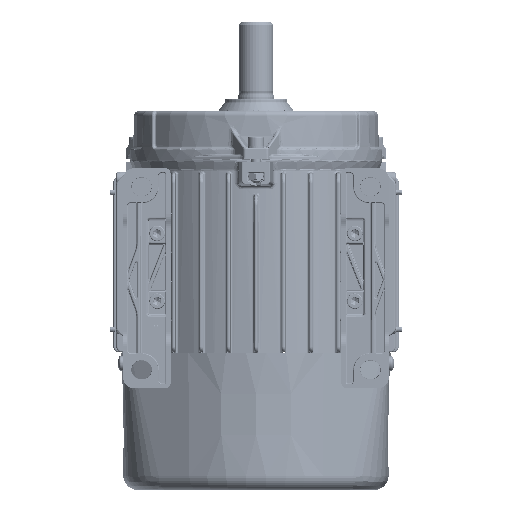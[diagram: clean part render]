
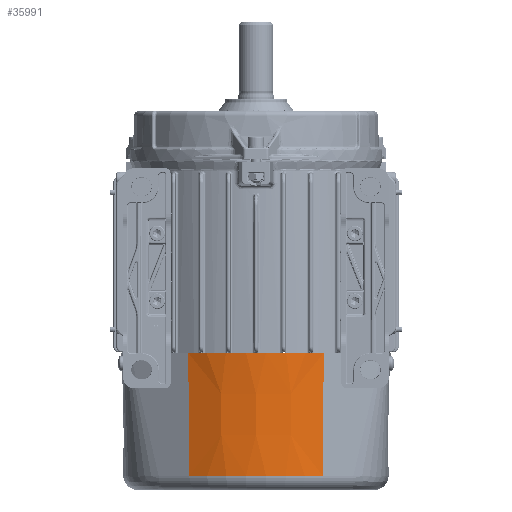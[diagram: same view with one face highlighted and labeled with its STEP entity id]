
A CAD part, front view. The second image highlights one B-rep face of the part: STEP entity #35991.
In plain terms, the highlighted conical face has half-angle 1 degrees and reference radius 73.7 mm.
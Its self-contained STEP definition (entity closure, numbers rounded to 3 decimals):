
#13629=LINE('',#230896,#20269);
#13630=LINE('',#230901,#20270);
#20269=VECTOR('',#153245,1.);
#20270=VECTOR('',#153248,1.);
#24810=CONICAL_SURFACE('',#130018,73.7,1.);
#29536=FACE_OUTER_BOUND('',#45478,.T.);
#35991=ADVANCED_FACE('',(#29536),#24810,.T.);
#45478=EDGE_LOOP('',(#65195,#65196,#65197,#65198));
#65195=ORIENTED_EDGE('',*,*,#106533,.F.);
#65196=ORIENTED_EDGE('',*,*,#106534,.T.);
#65197=ORIENTED_EDGE('',*,*,#106535,.F.);
#65198=ORIENTED_EDGE('',*,*,#106536,.F.);
#89733=VERTEX_POINT('',#230897);
#89734=VERTEX_POINT('',#230898);
#89735=VERTEX_POINT('',#230900);
#89736=VERTEX_POINT('',#230902);
#106533=EDGE_CURVE('',#89733,#89734,#13629,.T.);
#106534=EDGE_CURVE('',#89733,#89735,#119667,.T.);
#106535=EDGE_CURVE('',#89736,#89735,#13630,.T.);
#106536=EDGE_CURVE('',#89734,#89736,#119668,.T.);
#119667=CIRCLE('',#130016,72.528);
#119668=CIRCLE('',#130017,73.7);
#130016=AXIS2_PLACEMENT_3D('',#230899,#153246,#153247);
#130017=AXIS2_PLACEMENT_3D('',#230903,#153249,#153250);
#130018=AXIS2_PLACEMENT_3D('',#230904,#153251,#153252);
#153245=DIRECTION('',(-0.009,-0.015,1.));
#153246=DIRECTION('',(0.,0.,1.));
#153247=DIRECTION('',(1.,0.,0.));
#153248=DIRECTION('',(-0.009,0.015,-1.));
#153249=DIRECTION('',(0.,0.,1.));
#153250=DIRECTION('',(1.,0.,0.));
#153251=DIRECTION('',(0.,0.,1.));
#153252=DIRECTION('',(1.,0.,0.));
#230896=CARTESIAN_POINT('',(-37.021,-63.727,-108.205));
#230897=CARTESIAN_POINT('',(-36.432,-62.714,-175.345));
#230898=CARTESIAN_POINT('',(-37.021,-63.727,-108.205));
#230899=CARTESIAN_POINT('',(0.,0.,-175.345));
#230900=CARTESIAN_POINT('',(36.432,-62.714,-175.345));
#230901=CARTESIAN_POINT('',(37.021,-63.727,-108.205));
#230902=CARTESIAN_POINT('',(37.021,-63.727,-108.205));
#230903=CARTESIAN_POINT('',(0.,0.,-108.205));
#230904=CARTESIAN_POINT('',(0.,0.,-108.205));
